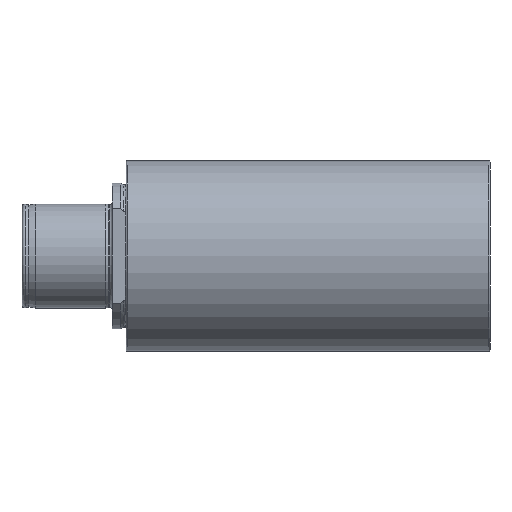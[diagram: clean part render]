
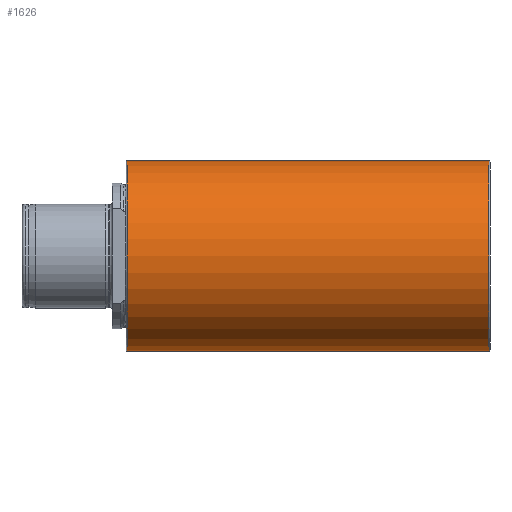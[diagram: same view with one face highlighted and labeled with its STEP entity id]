
A CAD part, front view. The second image highlights one B-rep face of the part: STEP entity #1626.
In plain terms, the highlighted cylindrical face has radius 27.5 mm (diameter 55 mm), a partial arc.
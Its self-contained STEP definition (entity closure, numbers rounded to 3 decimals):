
#334 = CARTESIAN_POINT ( 'NONE',  ( 134.6, 0., -27.5 ) ) ;
#336 = CARTESIAN_POINT ( 'NONE',  ( 134.6, 0., 27.5 ) ) ;
#386 = CARTESIAN_POINT ( 'NONE',  ( 30.4, 0., 27.5 ) ) ;
#390 = CARTESIAN_POINT ( 'NONE',  ( 30.4, 0., -27.5 ) ) ;
#533 = VECTOR ( 'NONE', #2853, 1000. ) ;
#987 = DIRECTION ( 'NONE',  ( 0., 0., 1. ) ) ;
#988 = DIRECTION ( 'NONE',  ( -1., 0., 0. ) ) ;
#989 = CARTESIAN_POINT ( 'NONE',  ( 134.6, 0., 0. ) ) ;
#990 = DIRECTION ( 'NONE',  ( 0., 0., 1. ) ) ;
#991 = DIRECTION ( 'NONE',  ( -1., 0., 0. ) ) ;
#992 = CARTESIAN_POINT ( 'NONE',  ( 30.4, 0., 0. ) ) ;
#1141 = ORIENTED_EDGE ( 'NONE', *, *, #1736, .F. ) ;
#1152 = ORIENTED_EDGE ( 'NONE', *, *, #1912, .T. ) ;
#1153 = ORIENTED_EDGE ( 'NONE', *, *, #1911, .F. ) ;
#1163 = ORIENTED_EDGE ( 'NONE', *, *, #1734, .T. ) ;
#1626 = ADVANCED_FACE ( 'NONE', ( #4174 ), #4168, .T. ) ;
#1734 = EDGE_CURVE ( 'NONE', #4337, #4177, #2865, .T. ) ;
#1736 = EDGE_CURVE ( 'NONE', #4333, #4167, #2861, .T. ) ;
#1911 = EDGE_CURVE ( 'NONE', #4167, #4177, #2431, .T. ) ;
#1912 = EDGE_CURVE ( 'NONE', #4333, #4337, #2433, .T. ) ;
#2431 = CIRCLE ( 'NONE', #2434, 27.5 ) ;
#2433 = CIRCLE ( 'NONE', #2436, 27.5 ) ;
#2434 = AXIS2_PLACEMENT_3D ( 'NONE', #992, #991, #990 ) ;
#2436 = AXIS2_PLACEMENT_3D ( 'NONE', #989, #988, #987 ) ;
#2818 = AXIS2_PLACEMENT_3D ( 'NONE', #4170, #4185, #4165 ) ;
#2853 = DIRECTION ( 'NONE',  ( -1., 0., 0. ) ) ;
#2860 = DIRECTION ( 'NONE',  ( -1., 0., 0. ) ) ;
#2861 = LINE ( 'NONE', #2886, #533 ) ;
#2865 = LINE ( 'NONE', #2877, #3848 ) ;
#2877 = CARTESIAN_POINT ( 'NONE',  ( -7.756, 0., 27.5 ) ) ;
#2886 = CARTESIAN_POINT ( 'NONE',  ( -7.756, 0., -27.5 ) ) ;
#3278 = EDGE_LOOP ( 'NONE', ( #1141, #1152, #1163, #1153 ) ) ;
#3848 = VECTOR ( 'NONE', #2860, 1000. ) ;
#4165 = DIRECTION ( 'NONE',  ( 0., 0., 1. ) ) ;
#4167 = VERTEX_POINT ( 'NONE', #390 ) ;
#4168 = CYLINDRICAL_SURFACE ( 'NONE', #2818, 27.5 ) ;
#4170 = CARTESIAN_POINT ( 'NONE',  ( -7.756, 0., 0. ) ) ;
#4174 = FACE_OUTER_BOUND ( 'NONE', #3278, .T. ) ;
#4177 = VERTEX_POINT ( 'NONE', #386 ) ;
#4185 = DIRECTION ( 'NONE',  ( -1., 0., 0. ) ) ;
#4333 = VERTEX_POINT ( 'NONE', #334 ) ;
#4337 = VERTEX_POINT ( 'NONE', #336 ) ;
